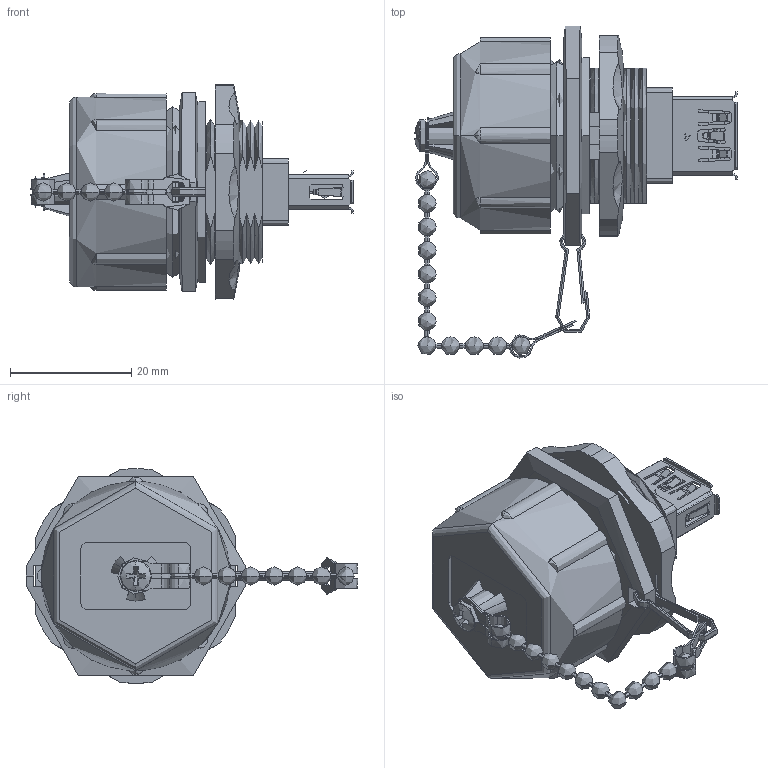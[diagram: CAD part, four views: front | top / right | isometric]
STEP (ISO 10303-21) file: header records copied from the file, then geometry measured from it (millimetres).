
FILE_DESCRIPTION (( 'STEP AP214' ), '1' );
FILE_NAME ('U3C00031-1.STEP', '2019-06-05T19:22:52', ( '' ), ( '' ), 'SwSTEP 2.0', 'SolidWorks 2018', '' );
FILE_SCHEMA (( 'AUTOMOTIVE_DESIGN' ));
Length unit declared in the file: inch
Products named in the file (14): U3C00031-MA4; 1AA05-130; U3C00031-MA2; U3C00031-MA11; U3C00031-MA12; U3C00031-MA13; U3C00031-MA10; 1AA05-130-MA1; 1AA05-130-MA2; WPUSBMINI-CVR-MA3; U3C00031-1; WPUSB-CVR-MA2_Closed; U3C00031-MA3; U3C00031-MA1
Assembly tree (15 placements, depth 3):
  U3C00031-1
    U3C00031-MA1
    U3C00031-MA2
    U3C00031-MA3
    1AA05-130  x2
      1AA05-130-MA2
      1AA05-130-MA1
    U3C00031-MA4
    U3C00031-MA10
    WPUSBMINI-CVR-MA3
    WPUSB-CVR-MA2_Closed  x2
    U3C00031-MA12
    U3C00031-MA11
    U3C00031-MA13
Bounding box: 53.18 x 54.75 x 35.41 mm (x, y, z)
Volume: 19249.7 mm3
Topology: 13 solids, 25 shells, 3608 faces, 10088 edges, 6503 vertices
Faces by surface type: plane 2289, cylinder 945, cone 164, bspline 142, torus 42, sphere 26
Entity records: 82499 total; most frequent: CARTESIAN_POINT 19661, ORIENTED_EDGE 11349, DIRECTION 8928, EDGE_CURVE 5716, VERTEX_POINT 3679, LINE 3304, VECTOR 3304, AXIS2_PLACEMENT_3D 2812
